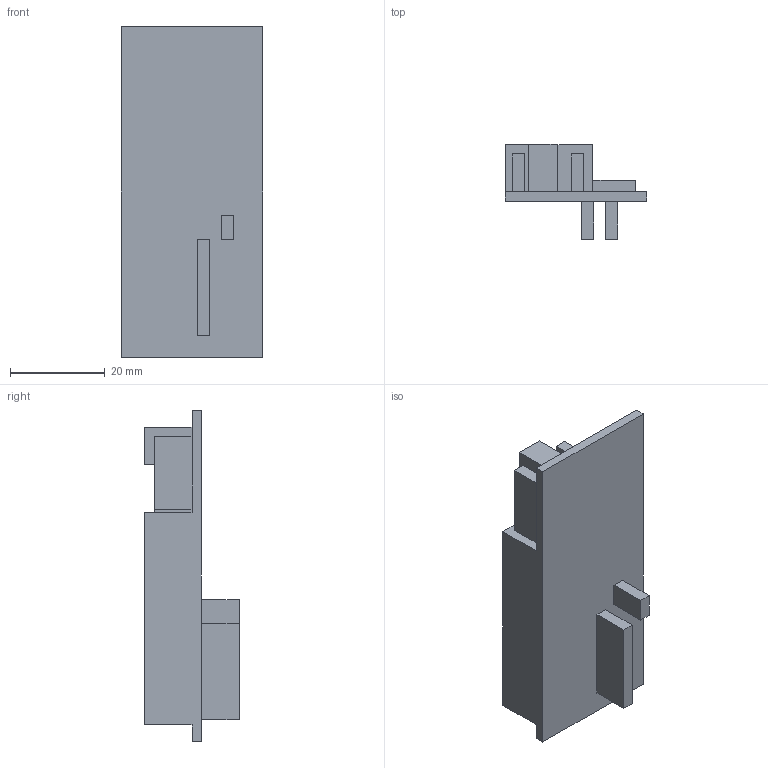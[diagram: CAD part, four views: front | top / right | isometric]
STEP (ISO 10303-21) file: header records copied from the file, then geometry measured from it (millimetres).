
FILE_DESCRIPTION (( 'STEP AP203' ), '1' );
FILE_NAME ('Thermistor PCB.STEP', '2022-01-19T01:00:25', ( '' ), ( '' ), 'SwSTEP 2.0', 'SolidWorks 2021', '' );
FILE_SCHEMA (( 'CONFIG_CONTROL_DESIGN' ));
Length unit declared in the file: millimetre
Products named in the file (1): Thermistor PCB
Bounding box: 30 x 20 x 70 mm (x, y, z)
Volume: 10984 mm3; surface area: 8127.3 mm2
Topology: 1 solids, 1 shells, 80 faces, 192 edges, 128 vertices
Faces by surface type: plane 80
Entity records: 2353 total; most frequent: CARTESIAN_POINT 401, ORIENTED_EDGE 384, DIRECTION 354, LINE 192, VECTOR 192, EDGE_CURVE 192, VERTEX_POINT 128, EDGE_LOOP 94
